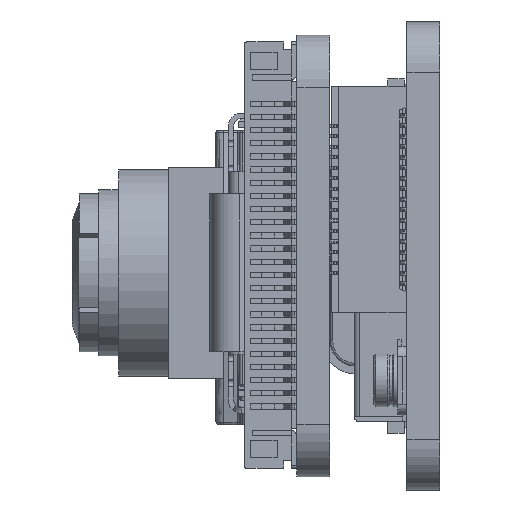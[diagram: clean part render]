
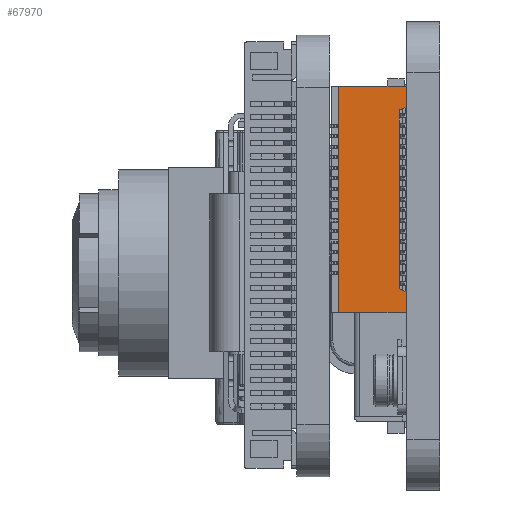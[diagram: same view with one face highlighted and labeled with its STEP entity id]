
A CAD part, left-side view. The second image highlights one B-rep face of the part: STEP entity #67970.
In plain terms, the highlighted planar face has unit normal (-1, 0, 0).
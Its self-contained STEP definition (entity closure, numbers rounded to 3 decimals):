
#4419=FACE_OUTER_BOUND('',#8109,.T.);
#8109=EDGE_LOOP('',(#50638,#50639,#50640,#50641,#50642,#50643,#50644,#50645));
#13388=LINE('',#102860,#21526);
#13392=LINE('',#102869,#21530);
#13393=LINE('',#102871,#21531);
#13394=LINE('',#102873,#21532);
#13395=LINE('',#102874,#21533);
#13396=LINE('',#102876,#21534);
#13397=LINE('',#102878,#21535);
#13398=LINE('',#102879,#21536);
#21526=VECTOR('',#83712,1.);
#21530=VECTOR('',#83718,1.);
#21531=VECTOR('',#83719,1.);
#21532=VECTOR('',#83720,1.);
#21533=VECTOR('',#83721,1.);
#21534=VECTOR('',#83722,1.);
#21535=VECTOR('',#83723,1.);
#21536=VECTOR('',#83724,1.);
#29168=VERTEX_POINT('',#102858);
#29169=VERTEX_POINT('',#102859);
#29172=VERTEX_POINT('',#102867);
#29173=VERTEX_POINT('',#102868);
#29174=VERTEX_POINT('',#102870);
#29175=VERTEX_POINT('',#102872);
#29176=VERTEX_POINT('',#102875);
#29177=VERTEX_POINT('',#102877);
#36907=EDGE_CURVE('',#29168,#29169,#13388,.T.);
#36911=EDGE_CURVE('',#29172,#29173,#13392,.T.);
#36912=EDGE_CURVE('',#29174,#29172,#13393,.T.);
#36913=EDGE_CURVE('',#29175,#29174,#13394,.T.);
#36914=EDGE_CURVE('',#29169,#29175,#13395,.T.);
#36915=EDGE_CURVE('',#29168,#29176,#13396,.T.);
#36916=EDGE_CURVE('',#29176,#29177,#13397,.T.);
#36917=EDGE_CURVE('',#29177,#29173,#13398,.T.);
#50638=ORIENTED_EDGE('',*,*,#36911,.F.);
#50639=ORIENTED_EDGE('',*,*,#36912,.F.);
#50640=ORIENTED_EDGE('',*,*,#36913,.F.);
#50641=ORIENTED_EDGE('',*,*,#36914,.F.);
#50642=ORIENTED_EDGE('',*,*,#36907,.F.);
#50643=ORIENTED_EDGE('',*,*,#36915,.T.);
#50644=ORIENTED_EDGE('',*,*,#36916,.T.);
#50645=ORIENTED_EDGE('',*,*,#36917,.T.);
#63222=PLANE('',#73000);
#67970=ADVANCED_FACE('',(#4419),#63222,.T.);
#73000=AXIS2_PLACEMENT_3D('',#102866,#83716,#83717);
#83712=DIRECTION('',(0.,0.,1.));
#83716=DIRECTION('center_axis',(-1.,0.,0.));
#83717=DIRECTION('ref_axis',(0.,1.,0.));
#83718=DIRECTION('',(0.,0.,-1.));
#83719=DIRECTION('',(0.,0.928,-0.371));
#83720=DIRECTION('',(0.,0.,-1.));
#83721=DIRECTION('',(0.,-1.,0.));
#83722=DIRECTION('',(0.,-1.,0.));
#83723=DIRECTION('',(0.,0.,1.));
#83724=DIRECTION('',(0.,0.928,0.371));
#102858=CARTESIAN_POINT('',(-1.47,0.65,-5.185));
#102859=CARTESIAN_POINT('',(-1.47,0.65,3.415));
#102860=CARTESIAN_POINT('',(-1.47,0.65,-4.));
#102866=CARTESIAN_POINT('Origin',(-1.47,-1.964,-9.5));
#102867=CARTESIAN_POINT('',(-1.47,-1.65,2.515));
#102868=CARTESIAN_POINT('',(-1.47,-1.65,-4.285));
#102869=CARTESIAN_POINT('',(-1.47,-1.65,0.));
#102870=CARTESIAN_POINT('',(-1.47,-1.9,2.615));
#102871=CARTESIAN_POINT('',(-1.47,0.,1.855));
#102872=CARTESIAN_POINT('',(-1.47,-1.9,3.415));
#102873=CARTESIAN_POINT('',(-1.47,-1.9,-4.));
#102874=CARTESIAN_POINT('',(-1.47,0.,3.415));
#102875=CARTESIAN_POINT('',(-1.47,-1.9,-5.185));
#102876=CARTESIAN_POINT('',(-1.47,0.,-5.185));
#102877=CARTESIAN_POINT('',(-1.47,-1.9,-4.385));
#102878=CARTESIAN_POINT('',(-1.47,-1.9,0.));
#102879=CARTESIAN_POINT('',(-1.47,0.,-3.625));
